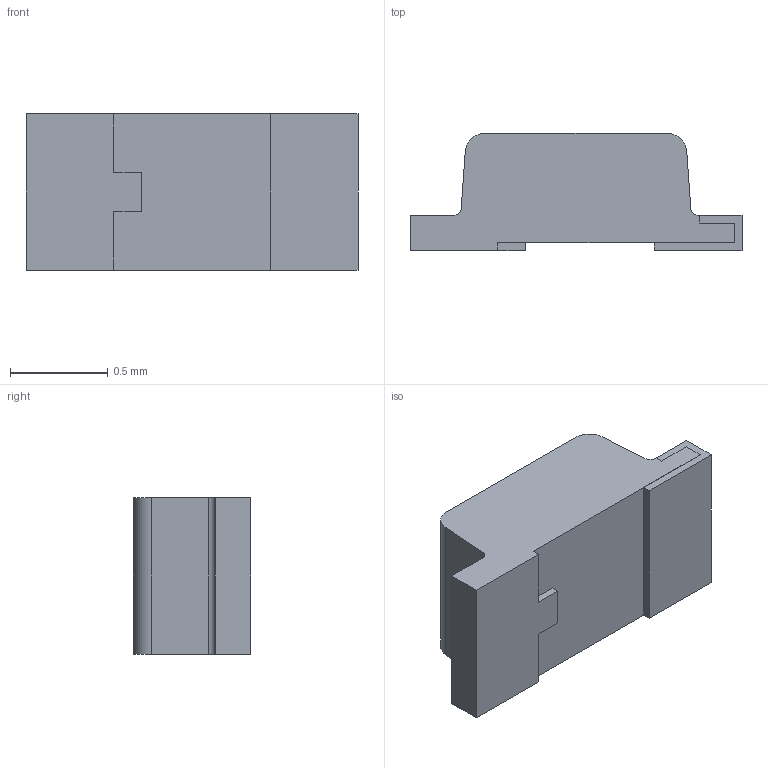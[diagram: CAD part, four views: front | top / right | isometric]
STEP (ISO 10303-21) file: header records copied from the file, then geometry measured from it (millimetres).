
FILE_DESCRIPTION (( 'STEP AP214' ), '1' );
FILE_NAME ('ALS-PT19-315C.STEP', '2016-08-16T07:37:36', ( '' ), ( '' ), 'SwSTEP 2.0', 'SolidWorks 2016', '' );
FILE_SCHEMA (( 'AUTOMOTIVE_DESIGN' ));
Length unit declared in the file: millimetre
Products named in the file (1): ALS-PT19-315C
Bounding box: 1.7 x 0.6 x 0.8 mm (x, y, z)
Volume: 0.6 mm3; surface area: 6.3 mm2
Topology: 2 solids, 2 shells, 32 faces, 84 edges, 56 vertices
Faces by surface type: plane 28, cylinder 4
Entity records: 1360 total; most frequent: CARTESIAN_POINT 173, ORIENTED_EDGE 168, DIRECTION 158, EDGE_CURVE 84, VECTOR 76, LINE 76, VERTEX_POINT 56, AXIS2_PLACEMENT_3D 41
